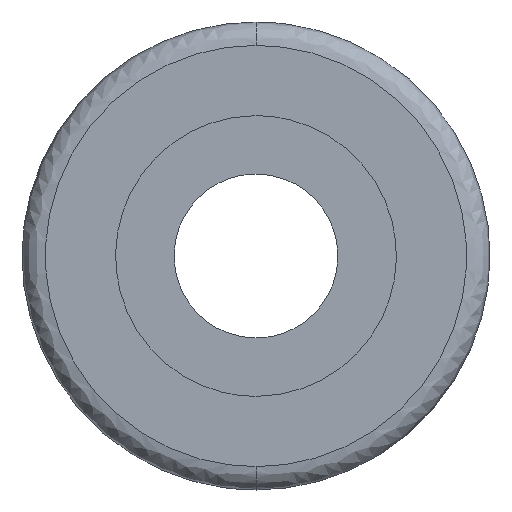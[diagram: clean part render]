
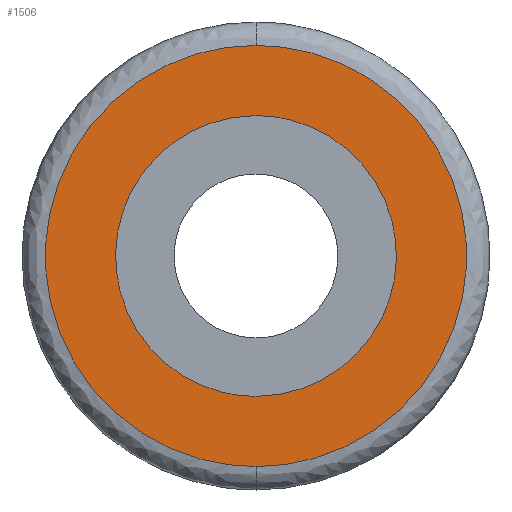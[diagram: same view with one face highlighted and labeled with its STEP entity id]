
A CAD part, left-side view. The second image highlights one B-rep face of the part: STEP entity #1506.
In plain terms, the highlighted free-form (B-spline) face has degree [1, 1] with [2, 2] control points.
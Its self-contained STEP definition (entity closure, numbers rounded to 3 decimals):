
#357 = EDGE_CURVE('',#358,#360,#362,.T.);
#358 = VERTEX_POINT('',#359);
#359 = CARTESIAN_POINT('',(57.479,0.,34.487));
#360 = VERTEX_POINT('',#361);
#361 = CARTESIAN_POINT('',(57.479,0.,
    -34.487));
#362 = ( BOUNDED_CURVE() B_SPLINE_CURVE(2,(#363,#364,#365,#366,#367),
.UNSPECIFIED.,.F.,.F.) B_SPLINE_CURVE_WITH_KNOTS((3,2,3),(0.,
1.571,3.142),.PIECEWISE_BEZIER_KNOTS.) CURVE() 
GEOMETRIC_REPRESENTATION_ITEM() RATIONAL_B_SPLINE_CURVE((1.,
0.707,1.,0.707,1.)) REPRESENTATION_ITEM('') );
#363 = CARTESIAN_POINT('',(57.479,0.,34.487));
#364 = CARTESIAN_POINT('',(57.479,34.487,
    34.487));
#365 = CARTESIAN_POINT('',(57.479,34.487,
    0.));
#366 = CARTESIAN_POINT('',(57.479,34.487,
    -34.487));
#367 = CARTESIAN_POINT('',(57.479,0.,
    -34.487));
#418 = VERTEX_POINT('',#419);
#419 = CARTESIAN_POINT('',(57.479,0.,
    -51.731));
#425 = EDGE_CURVE('',#426,#418,#428,.T.);
#426 = VERTEX_POINT('',#427);
#427 = CARTESIAN_POINT('',(57.479,0.,51.731));
#428 = ( BOUNDED_CURVE() B_SPLINE_CURVE(2,(#429,#430,#431,#432,#433),
.UNSPECIFIED.,.F.,.F.) B_SPLINE_CURVE_WITH_KNOTS((3,2,3),(0.,
1.571,3.142),.PIECEWISE_BEZIER_KNOTS.) CURVE() 
GEOMETRIC_REPRESENTATION_ITEM() RATIONAL_B_SPLINE_CURVE((1.,
0.707,1.,0.707,1.)) REPRESENTATION_ITEM('') );
#429 = CARTESIAN_POINT('',(57.479,0.,51.731));
#430 = CARTESIAN_POINT('',(57.479,51.731,
    51.731));
#431 = CARTESIAN_POINT('',(57.479,51.731,
    0.));
#432 = CARTESIAN_POINT('',(57.479,51.731,
    -51.731));
#433 = CARTESIAN_POINT('',(57.479,0.,
    -51.731));
#1483 = EDGE_CURVE('',#418,#426,#1484,.T.);
#1484 = ( BOUNDED_CURVE() B_SPLINE_CURVE(2,(#1485,#1486,#1487,#1488,
#1489),.UNSPECIFIED.,.F.,.F.) B_SPLINE_CURVE_WITH_KNOTS((3,2,3),(
    3.142,4.712,6.283),
.PIECEWISE_BEZIER_KNOTS.) CURVE() GEOMETRIC_REPRESENTATION_ITEM() 
RATIONAL_B_SPLINE_CURVE((1.,0.707,1.,0.707,1.)) 
REPRESENTATION_ITEM('') );
#1485 = CARTESIAN_POINT('',(57.479,0.,
    -51.731));
#1486 = CARTESIAN_POINT('',(57.479,-51.731,
    -51.731));
#1487 = CARTESIAN_POINT('',(57.479,-51.731,
    0.));
#1488 = CARTESIAN_POINT('',(57.479,-51.731,
    51.731));
#1489 = CARTESIAN_POINT('',(57.479,0.,
    51.731));
#1506 = ADVANCED_FACE('',(#1507,#1511),#1522,.T.);
#1507 = FACE_BOUND('',#1508,.T.);
#1508 = EDGE_LOOP('',(#1509,#1510));
#1509 = ORIENTED_EDGE('',*,*,#425,.T.);
#1510 = ORIENTED_EDGE('',*,*,#1483,.T.);
#1511 = FACE_BOUND('',#1512,.T.);
#1512 = EDGE_LOOP('',(#1513,#1514));
#1513 = ORIENTED_EDGE('',*,*,#357,.F.);
#1514 = ORIENTED_EDGE('',*,*,#1515,.F.);
#1515 = EDGE_CURVE('',#360,#358,#1516,.T.);
#1516 = ( BOUNDED_CURVE() B_SPLINE_CURVE(2,(#1517,#1518,#1519,#1520,
#1521),.UNSPECIFIED.,.F.,.F.) B_SPLINE_CURVE_WITH_KNOTS((3,2,3),(
    3.142,4.712,6.283),
.PIECEWISE_BEZIER_KNOTS.) CURVE() GEOMETRIC_REPRESENTATION_ITEM() 
RATIONAL_B_SPLINE_CURVE((1.,0.707,1.,0.707,1.)) 
REPRESENTATION_ITEM('') );
#1517 = CARTESIAN_POINT('',(57.479,0.,
    -34.487));
#1518 = CARTESIAN_POINT('',(57.479,-34.487,
    -34.487));
#1519 = CARTESIAN_POINT('',(57.479,-34.487,
    0.));
#1520 = CARTESIAN_POINT('',(57.479,-34.487,
    34.487));
#1521 = CARTESIAN_POINT('',(57.479,0.,
    34.487));
#1522 = B_SPLINE_SURFACE_WITH_KNOTS('',1,1,(
    (#1523,#1524)
    ,(#1525,#1526
    )),.UNSPECIFIED.,.F.,.F.,.F.,(2,2),(2,2),(-45.,45.),(-75.,15.),
  .PIECEWISE_BEZIER_KNOTS.);
#1523 = CARTESIAN_POINT('',(57.479,-51.731,
    -51.731));
#1524 = CARTESIAN_POINT('',(57.479,51.731,
    -51.731));
#1525 = CARTESIAN_POINT('',(57.479,-51.731,
    51.731));
#1526 = CARTESIAN_POINT('',(57.479,51.731,
    51.731));
